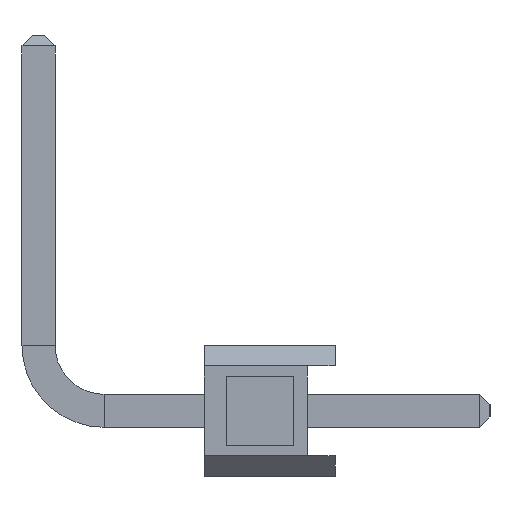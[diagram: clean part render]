
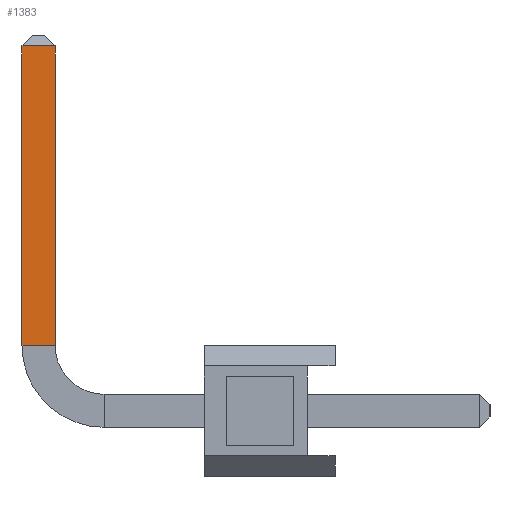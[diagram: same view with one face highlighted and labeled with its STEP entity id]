
A CAD part, left-side view. The second image highlights one B-rep face of the part: STEP entity #1383.
In plain terms, the highlighted planar face has unit normal (-1, 0, 0).
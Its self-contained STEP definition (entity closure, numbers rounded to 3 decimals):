
#1383 = ADVANCED_FACE ( 'NONE', ( #19539 ), #10128, .T. ) ;
#1567 = LINE ( 'NONE', #18646, #40003 ) ;
#1593 = VERTEX_POINT ( 'NONE', #27944 ) ;
#1814 = ORIENTED_EDGE ( 'NONE', *, *, #2066, .T. ) ;
#2066 = EDGE_CURVE ( 'NONE', #12214, #28591, #42663, .T. ) ;
#2234 = CARTESIAN_POINT ( 'NONE',  ( -0.32, 6.07, 7.07 ) ) ;
#2603 = CARTESIAN_POINT ( 'NONE',  ( -0.32, 5.43, 7.07 ) ) ;
#3534 = LINE ( 'NONE', #26264, #6236 ) ;
#4239 = ORIENTED_EDGE ( 'NONE', *, *, #24021, .T. ) ;
#6236 = VECTOR ( 'NONE', #40358, 1000. ) ;
#6521 = CARTESIAN_POINT ( 'NONE',  ( -0.32, 6.07, 1.27 ) ) ;
#8647 = DIRECTION ( 'NONE',  ( 0., 1., 0. ) ) ;
#10128 = PLANE ( 'NONE',  #16392 ) ;
#12214 = VERTEX_POINT ( 'NONE', #41493 ) ;
#12804 = CARTESIAN_POINT ( 'NONE',  ( -0.32, 6.07, 1.27 ) ) ;
#14447 = DIRECTION ( 'NONE',  ( 0., 0., 1. ) ) ;
#16151 = VECTOR ( 'NONE', #14447, 1000. ) ;
#16392 = AXIS2_PLACEMENT_3D ( 'NONE', #6521, #40879, #37354 ) ;
#16684 = VERTEX_POINT ( 'NONE', #2234 ) ;
#18646 = CARTESIAN_POINT ( 'NONE',  ( -0.32, 6.07, 7.07 ) ) ;
#19539 = FACE_OUTER_BOUND ( 'NONE', #33852, .T. ) ;
#20335 = VECTOR ( 'NONE', #26559, 1000. ) ;
#20889 = LINE ( 'NONE', #12804, #20335 ) ;
#21255 = CARTESIAN_POINT ( 'NONE',  ( -0.32, 5.43, 1.27 ) ) ;
#23910 = EDGE_CURVE ( 'NONE', #1593, #16684, #20889, .T. ) ;
#24021 = EDGE_CURVE ( 'NONE', #1593, #12214, #3534, .T. ) ;
#25981 = ORIENTED_EDGE ( 'NONE', *, *, #33849, .T. ) ;
#26264 = CARTESIAN_POINT ( 'NONE',  ( -0.32, 6.07, 1.27 ) ) ;
#26559 = DIRECTION ( 'NONE',  ( 0., 0., 1. ) ) ;
#27944 = CARTESIAN_POINT ( 'NONE',  ( -0.32, 6.07, 1.27 ) ) ;
#28591 = VERTEX_POINT ( 'NONE', #2603 ) ;
#33849 = EDGE_CURVE ( 'NONE', #28591, #16684, #1567, .T. ) ;
#33852 = EDGE_LOOP ( 'NONE', ( #1814, #25981, #44320, #4239 ) ) ;
#37354 = DIRECTION ( 'NONE',  ( 0., -1., 0. ) ) ;
#40003 = VECTOR ( 'NONE', #8647, 1000. ) ;
#40358 = DIRECTION ( 'NONE',  ( 0., -1., 0. ) ) ;
#40879 = DIRECTION ( 'NONE',  ( -1., 0., 0. ) ) ;
#41493 = CARTESIAN_POINT ( 'NONE',  ( -0.32, 5.43, 1.27 ) ) ;
#42663 = LINE ( 'NONE', #21255, #16151 ) ;
#44320 = ORIENTED_EDGE ( 'NONE', *, *, #23910, .F. ) ;
